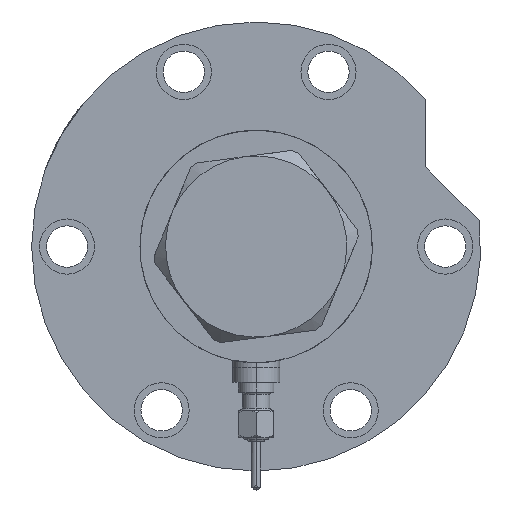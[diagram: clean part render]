
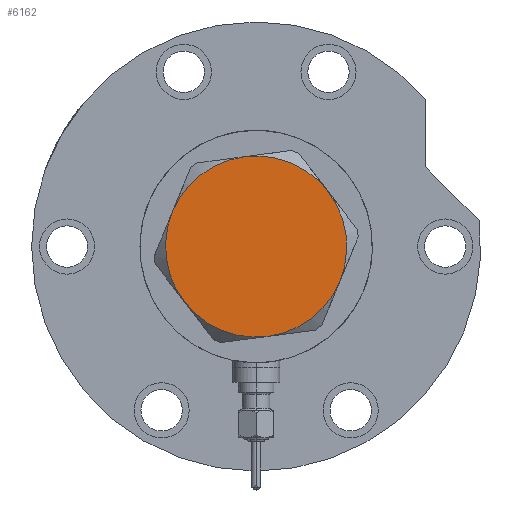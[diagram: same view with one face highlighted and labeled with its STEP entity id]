
A CAD part, left-side view. The second image highlights one B-rep face of the part: STEP entity #6162.
In plain terms, the highlighted face is planar.
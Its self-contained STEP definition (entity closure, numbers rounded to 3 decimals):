
#94 = CIRCLE ( 'NONE', #1920, 23. ) ;
#142 = DIRECTION ( 'NONE',  ( 0., 0., 1. ) ) ;
#220 = CIRCLE ( 'NONE', #1644, 23. ) ;
#242 = EDGE_LOOP ( 'NONE', ( #4066, #2382, #1380, #7690, #6793, #2794 ) ) ;
#329 = EDGE_CURVE ( 'NONE', #5811, #3095, #7971, .T. ) ;
#846 = EDGE_CURVE ( 'NONE', #3924, #5811, #2846, .T. ) ;
#1222 = PLANE ( 'NONE',  #7863 ) ;
#1380 = ORIENTED_EDGE ( 'NONE', *, *, #846, .T. ) ;
#1435 = CARTESIAN_POINT ( 'NONE',  ( -11.5, -19.919, 13. ) ) ;
#1529 = AXIS2_PLACEMENT_3D ( 'NONE', #2907, #5878, #7887 ) ;
#1644 = AXIS2_PLACEMENT_3D ( 'NONE', #3419, #6461, #5918 ) ;
#1702 = DIRECTION ( 'NONE',  ( 1., 0., 0. ) ) ;
#1734 = CARTESIAN_POINT ( 'NONE',  ( 23., 0., 13. ) ) ;
#1920 = AXIS2_PLACEMENT_3D ( 'NONE', #3956, #3321, #6497 ) ;
#2012 = CARTESIAN_POINT ( 'NONE',  ( 0., 0., 13. ) ) ;
#2019 = DIRECTION ( 'NONE',  ( 1., 0., 0. ) ) ;
#2086 = DIRECTION ( 'NONE',  ( 1., 0., 0. ) ) ;
#2382 = ORIENTED_EDGE ( 'NONE', *, *, #7639, .T. ) ;
#2484 = DIRECTION ( 'NONE',  ( 0., 0., 1. ) ) ;
#2676 = EDGE_CURVE ( 'NONE', #3095, #7011, #220, .T. ) ;
#2794 = ORIENTED_EDGE ( 'NONE', *, *, #4630, .T. ) ;
#2846 = CIRCLE ( 'NONE', #1529, 23. ) ;
#2907 = CARTESIAN_POINT ( 'NONE',  ( 0., 0., 13. ) ) ;
#3095 = VERTEX_POINT ( 'NONE', #5247 ) ;
#3162 = CARTESIAN_POINT ( 'NONE',  ( -11.5, 19.919, 13. ) ) ;
#3201 = DIRECTION ( 'NONE',  ( 1., 0., 0. ) ) ;
#3321 = DIRECTION ( 'NONE',  ( 0., 0., 1. ) ) ;
#3419 = CARTESIAN_POINT ( 'NONE',  ( 0., 0., 13. ) ) ;
#3426 = CIRCLE ( 'NONE', #5786, 23. ) ;
#3737 = CARTESIAN_POINT ( 'NONE',  ( 0., 0., 13. ) ) ;
#3924 = VERTEX_POINT ( 'NONE', #7848 ) ;
#3941 = AXIS2_PLACEMENT_3D ( 'NONE', #5157, #7666, #2019 ) ;
#3956 = CARTESIAN_POINT ( 'NONE',  ( 0., 0., 13. ) ) ;
#4066 = ORIENTED_EDGE ( 'NONE', *, *, #8083, .T. ) ;
#4630 = EDGE_CURVE ( 'NONE', #7011, #6921, #94, .T. ) ;
#4980 = CIRCLE ( 'NONE', #3941, 23. ) ;
#5157 = CARTESIAN_POINT ( 'NONE',  ( 0., 0., 13. ) ) ;
#5209 = DIRECTION ( 'NONE',  ( 0., 0., 1. ) ) ;
#5247 = CARTESIAN_POINT ( 'NONE',  ( -23., 0., 13. ) ) ;
#5676 = VERTEX_POINT ( 'NONE', #1734 ) ;
#5725 = CARTESIAN_POINT ( 'NONE',  ( 11.5, -19.919, 13. ) ) ;
#5786 = AXIS2_PLACEMENT_3D ( 'NONE', #2012, #142, #3201 ) ;
#5811 = VERTEX_POINT ( 'NONE', #3162 ) ;
#5878 = DIRECTION ( 'NONE',  ( 0., 0., 1. ) ) ;
#5918 = DIRECTION ( 'NONE',  ( 1., 0., 0. ) ) ;
#6162 = ADVANCED_FACE ( 'NONE', ( #8143 ), #1222, .T. ) ;
#6459 = CARTESIAN_POINT ( 'NONE',  ( 0., 0., 13. ) ) ;
#6461 = DIRECTION ( 'NONE',  ( 0., 0., 1. ) ) ;
#6497 = DIRECTION ( 'NONE',  ( 1., 0., 0. ) ) ;
#6793 = ORIENTED_EDGE ( 'NONE', *, *, #2676, .T. ) ;
#6921 = VERTEX_POINT ( 'NONE', #5725 ) ;
#7011 = VERTEX_POINT ( 'NONE', #1435 ) ;
#7639 = EDGE_CURVE ( 'NONE', #5676, #3924, #4980, .T. ) ;
#7666 = DIRECTION ( 'NONE',  ( 0., 0., 1. ) ) ;
#7690 = ORIENTED_EDGE ( 'NONE', *, *, #329, .T. ) ;
#7835 = AXIS2_PLACEMENT_3D ( 'NONE', #6459, #5209, #2086 ) ;
#7848 = CARTESIAN_POINT ( 'NONE',  ( 11.5, 19.919, 13. ) ) ;
#7863 = AXIS2_PLACEMENT_3D ( 'NONE', #3737, #2484, #1702 ) ;
#7887 = DIRECTION ( 'NONE',  ( 1., 0., 0. ) ) ;
#7971 = CIRCLE ( 'NONE', #7835, 23. ) ;
#8083 = EDGE_CURVE ( 'NONE', #6921, #5676, #3426, .T. ) ;
#8143 = FACE_OUTER_BOUND ( 'NONE', #242, .T. ) ;
